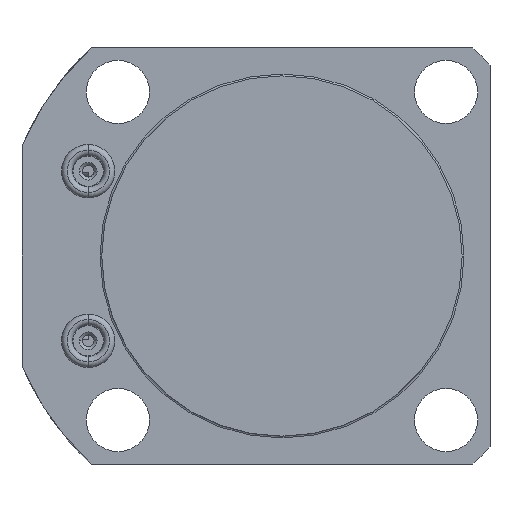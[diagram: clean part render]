
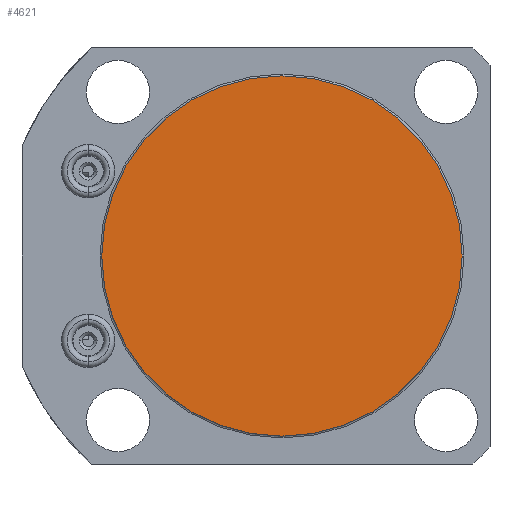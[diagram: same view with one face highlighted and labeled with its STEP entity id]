
A CAD part, front view. The second image highlights one B-rep face of the part: STEP entity #4621.
In plain terms, the highlighted planar face has unit normal (0, -1, 0).
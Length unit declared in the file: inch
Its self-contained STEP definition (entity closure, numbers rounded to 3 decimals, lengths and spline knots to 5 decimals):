
#2320=CARTESIAN_POINT('',(0.,0.,0.));
#2321=DIRECTION('',(0.,-1.,0.));
#2322=DIRECTION('',(0.,0.,1.));
#2323=AXIS2_PLACEMENT_3D('',#2320,#2321,#2322);
#2328=CARTESIAN_POINT('',(0.,0.,0.));
#2329=DIRECTION('',(0.,-1.,0.));
#2330=DIRECTION('',(0.,0.,-1.));
#2331=AXIS2_PLACEMENT_3D('',#2328,#2329,#2330);
#2363=CARTESIAN_POINT('',(0.,0.,1.5155));
#2364=CARTESIAN_POINT('',(0.,0.,-1.5155));
#2365=VERTEX_POINT('',#2363);
#2366=VERTEX_POINT('',#2364);
#4612=CARTESIAN_POINT('',(0.,0.,0.));
#4613=DIRECTION('',(0.,1.,0.));
#4614=DIRECTION('',(0.,0.,1.));
#4615=AXIS2_PLACEMENT_3D('',#4612,#4613,#4614);
#4616=PLANE('',#4615);
#4617=ORIENTED_EDGE('',*,*,#4592,.F.);
#4618=ORIENTED_EDGE('',*,*,#4606,.F.);
#4619=EDGE_LOOP('',(#4617,#4618));
#4620=FACE_OUTER_BOUND('',#4619,.F.);
#4621=ADVANCED_FACE('',(#4620),#4616,.F.);
#2324=CIRCLE('',#2323,1.5155);
#2332=CIRCLE('',#2331,1.5155);
#4592=EDGE_CURVE('',#2365,#2366,#2324,.T.);
#4606=EDGE_CURVE('',#2366,#2365,#2332,.T.);
